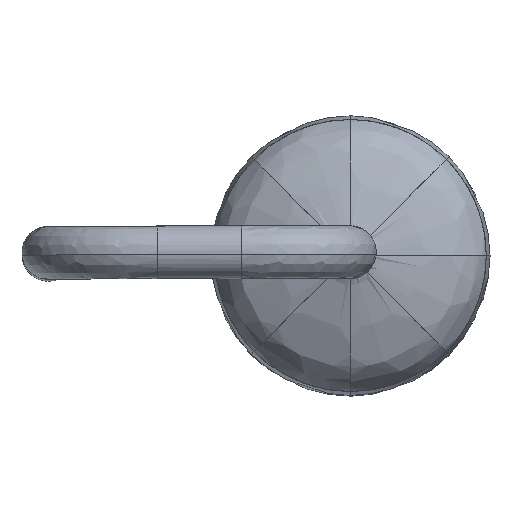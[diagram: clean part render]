
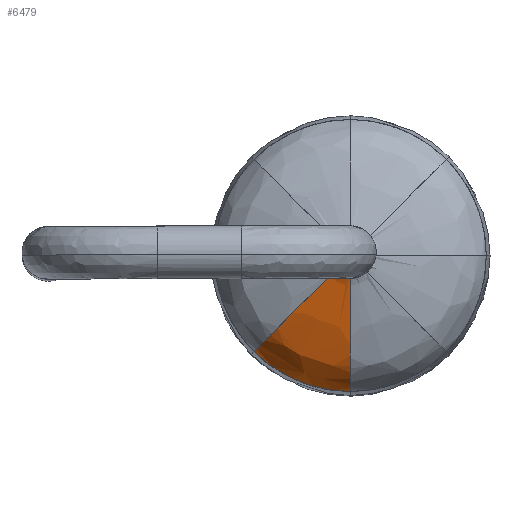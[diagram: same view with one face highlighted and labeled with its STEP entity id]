
A CAD part, top view. The second image highlights one B-rep face of the part: STEP entity #6479.
In plain terms, the highlighted free-form (B-spline) face has degree [5, 4] with [6, 5] control points.
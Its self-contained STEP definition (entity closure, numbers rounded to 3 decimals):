
#6479 = ADVANCED_FACE('',(#6480),#6496,.T.);
#6480 = FACE_BOUND('',#6481,.T.);
#6481 = EDGE_LOOP('',(#6482,#6532,#6550));
#6482 = ORIENTED_EDGE('',*,*,#6483,.T.);
#6483 = EDGE_CURVE('',#6484,#6486,#6488,.T.);
#6484 = VERTEX_POINT('',#6485);
#6485 = CARTESIAN_POINT('',(1.27,0.,6.));
#6486 = VERTEX_POINT('',#6487);
#6487 = CARTESIAN_POINT('',(0.455,-0.815,
    5.351));
#6488 = SURFACE_CURVE('',#6489,(#6495),.PCURVE_S1.);
#6489 = B_SPLINE_CURVE_WITH_KNOTS('',4,(#6490,#6491,#6492,#6493,#6494),
  .UNSPECIFIED.,.F.,.F.,(5,5),(0.,1.),.PIECEWISE_BEZIER_KNOTS.);
#6490 = CARTESIAN_POINT('',(1.27,0.,6.));
#6491 = CARTESIAN_POINT('',(1.164,-0.106,
    5.775));
#6492 = CARTESIAN_POINT('',(0.817,-0.453,5.773)
  );
#6493 = CARTESIAN_POINT('',(0.536,-0.734,5.708)
  );
#6494 = CARTESIAN_POINT('',(0.455,-0.815,
    5.351));
#6495 = PCURVE('',#6496,#6527);
#6496 = B_SPLINE_SURFACE_WITH_KNOTS('',5,4,(
    (#6497,#6498,#6499,#6500,#6501)
    ,(#6502,#6503,#6504,#6505,#6506)
    ,(#6507,#6508,#6509,#6510,#6511)
    ,(#6512,#6513,#6514,#6515,#6516)
    ,(#6517,#6518,#6519,#6520,#6521)
    ,(#6522,#6523,#6524,#6525,#6526
    )),.UNSPECIFIED.,.F.,.F.,.F.,(6,6),(5,5),(0.,1.),(0.,1.),
  .PIECEWISE_BEZIER_KNOTS.);
#6497 = CARTESIAN_POINT('',(1.27,0.,6.));
#6498 = CARTESIAN_POINT('',(1.27,-0.15,5.775));
#6499 = CARTESIAN_POINT('',(1.27,-0.64,5.773));
#6500 = CARTESIAN_POINT('',(1.27,-1.038,5.708));
#6501 = CARTESIAN_POINT('',(1.27,-1.152,5.351));
#6502 = CARTESIAN_POINT('',(1.27,0.,6.));
#6503 = CARTESIAN_POINT('',(1.246,-0.15,
    5.775));
#6504 = CARTESIAN_POINT('',(1.168,-0.64,5.773
    ));
#6505 = CARTESIAN_POINT('',(1.105,-1.038,5.708)
  );
#6506 = CARTESIAN_POINT('',(1.087,-1.152,
    5.351));
#6507 = CARTESIAN_POINT('',(1.27,0.,6.));
#6508 = CARTESIAN_POINT('',(1.223,-0.145,
    5.775));
#6509 = CARTESIAN_POINT('',(1.068,-0.62,
    5.773));
#6510 = CARTESIAN_POINT('',(0.943,-1.006,5.708)
  );
#6511 = CARTESIAN_POINT('',(0.907,-1.116,
    5.351));
#6512 = CARTESIAN_POINT('',(1.27,0.,6.));
#6513 = CARTESIAN_POINT('',(1.201,-0.136,
    5.775));
#6514 = CARTESIAN_POINT('',(0.974,-0.581,
    5.773));
#6515 = CARTESIAN_POINT('',(0.79,-0.942,5.708)
  );
#6516 = CARTESIAN_POINT('',(0.738,-1.046,
    5.351));
#6517 = CARTESIAN_POINT('',(1.27,0.,6.));
#6518 = CARTESIAN_POINT('',(1.181,-0.123,
    5.775));
#6519 = CARTESIAN_POINT('',(0.889,-0.525,
    5.773));
#6520 = CARTESIAN_POINT('',(0.652,-0.851,5.708)
  );
#6521 = CARTESIAN_POINT('',(0.585,-0.944,
    5.351));
#6522 = CARTESIAN_POINT('',(1.27,0.,6.));
#6523 = CARTESIAN_POINT('',(1.164,-0.106,
    5.775));
#6524 = CARTESIAN_POINT('',(0.817,-0.453,5.773)
  );
#6525 = CARTESIAN_POINT('',(0.536,-0.734,5.708)
  );
#6526 = CARTESIAN_POINT('',(0.455,-0.815,
    5.351));
#6527 = DEFINITIONAL_REPRESENTATION('',(#6528),#6531);
#6528 = B_SPLINE_CURVE_WITH_KNOTS('',1,(#6529,#6530),.UNSPECIFIED.,.F.,
  .F.,(2,2),(0.,1.),.PIECEWISE_BEZIER_KNOTS.);
#6529 = CARTESIAN_POINT('',(1.,0.));
#6530 = CARTESIAN_POINT('',(1.,1.));
#6531 = ( GEOMETRIC_REPRESENTATION_CONTEXT(2) 
PARAMETRIC_REPRESENTATION_CONTEXT() REPRESENTATION_CONTEXT('2D SPACE',''
  ) );
#6532 = ORIENTED_EDGE('',*,*,#6533,.T.);
#6533 = EDGE_CURVE('',#6486,#6534,#6536,.T.);
#6534 = VERTEX_POINT('',#6535);
#6535 = CARTESIAN_POINT('',(1.27,-1.152,5.351));
#6536 = SURFACE_CURVE('',#6537,(#6544),.PCURVE_S1.);
#6537 = B_SPLINE_CURVE_WITH_KNOTS('',5,(#6538,#6539,#6540,#6541,#6542,
    #6543),.UNSPECIFIED.,.F.,.F.,(6,6),(-1.,0.),
  .PIECEWISE_BEZIER_KNOTS.);
#6538 = CARTESIAN_POINT('',(0.455,-0.815,
    5.351));
#6539 = CARTESIAN_POINT('',(0.585,-0.944,
    5.351));
#6540 = CARTESIAN_POINT('',(0.738,-1.046,
    5.351));
#6541 = CARTESIAN_POINT('',(0.907,-1.116,
    5.351));
#6542 = CARTESIAN_POINT('',(1.087,-1.152,
    5.351));
#6543 = CARTESIAN_POINT('',(1.27,-1.152,5.351));
#6544 = PCURVE('',#6496,#6545);
#6545 = DEFINITIONAL_REPRESENTATION('',(#6546),#6549);
#6546 = B_SPLINE_CURVE_WITH_KNOTS('',1,(#6547,#6548),.UNSPECIFIED.,.F.,
  .F.,(2,2),(-1.,0.),.PIECEWISE_BEZIER_KNOTS.);
#6547 = CARTESIAN_POINT('',(1.,1.));
#6548 = CARTESIAN_POINT('',(0.,1.));
#6549 = ( GEOMETRIC_REPRESENTATION_CONTEXT(2) 
PARAMETRIC_REPRESENTATION_CONTEXT() REPRESENTATION_CONTEXT('2D SPACE',''
  ) );
#6550 = ORIENTED_EDGE('',*,*,#6551,.T.);
#6551 = EDGE_CURVE('',#6534,#6484,#6552,.T.);
#6552 = SURFACE_CURVE('',#6553,(#6559),.PCURVE_S1.);
#6553 = B_SPLINE_CURVE_WITH_KNOTS('',4,(#6554,#6555,#6556,#6557,#6558),
  .UNSPECIFIED.,.F.,.F.,(5,5),(-1.,0.),.PIECEWISE_BEZIER_KNOTS.);
#6554 = CARTESIAN_POINT('',(1.27,-1.152,5.351));
#6555 = CARTESIAN_POINT('',(1.27,-1.038,5.708));
#6556 = CARTESIAN_POINT('',(1.27,-0.64,5.773));
#6557 = CARTESIAN_POINT('',(1.27,-0.15,5.775));
#6558 = CARTESIAN_POINT('',(1.27,0.,6.));
#6559 = PCURVE('',#6496,#6560);
#6560 = DEFINITIONAL_REPRESENTATION('',(#6561),#6564);
#6561 = B_SPLINE_CURVE_WITH_KNOTS('',1,(#6562,#6563),.UNSPECIFIED.,.F.,
  .F.,(2,2),(-1.,0.),.PIECEWISE_BEZIER_KNOTS.);
#6562 = CARTESIAN_POINT('',(0.,1.));
#6563 = CARTESIAN_POINT('',(0.,0.));
#6564 = ( GEOMETRIC_REPRESENTATION_CONTEXT(2) 
PARAMETRIC_REPRESENTATION_CONTEXT() REPRESENTATION_CONTEXT('2D SPACE',''
  ) );
